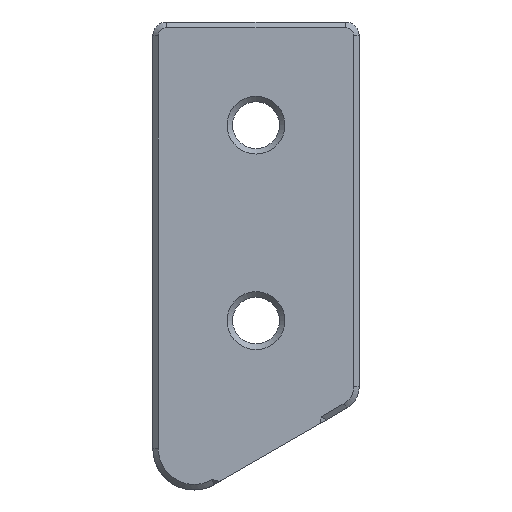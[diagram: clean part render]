
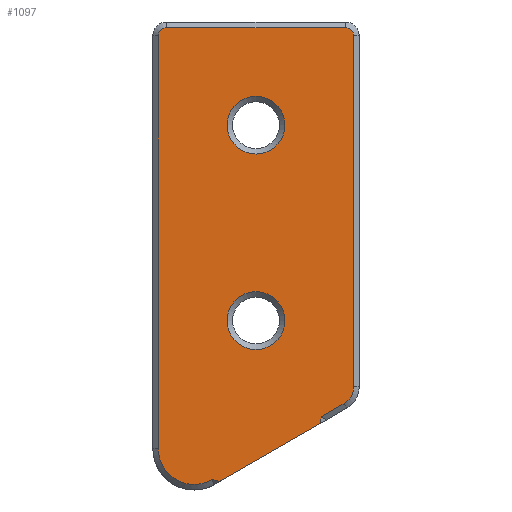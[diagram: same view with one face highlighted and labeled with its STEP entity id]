
A CAD part, front view. The second image highlights one B-rep face of the part: STEP entity #1097.
In plain terms, the highlighted planar face has unit normal (0, -1, 0).
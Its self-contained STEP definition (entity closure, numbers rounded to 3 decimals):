
#63=FACE_BOUND('',#184,.T.);
#64=FACE_BOUND('',#185,.T.);
#112=FACE_OUTER_BOUND('',#183,.T.);
#183=EDGE_LOOP('',(#929,#930,#931,#932,#933,#934,#935,#936,#937,#938,#939));
#184=EDGE_LOOP('',(#940));
#185=EDGE_LOOP('',(#941));
#242=CIRCLE('',#1170,2.1);
#245=CIRCLE('',#1174,2.1);
#255=CIRCLE('',#1198,2.75);
#258=CIRCLE('',#1204,1.4);
#259=CIRCLE('',#1207,0.6);
#260=CIRCLE('',#1210,0.6);
#261=CIRCLE('',#1212,2.75);
#264=CIRCLE('',#1218,2.6);
#328=LINE('',#3478,#420);
#330=LINE('',#3495,#422);
#333=LINE('',#3503,#425);
#336=LINE('',#3511,#428);
#339=LINE('',#3530,#431);
#420=VECTOR('',#1435,1000.);
#422=VECTOR('',#1449,1000.);
#425=VECTOR('',#1458,1000.);
#428=VECTOR('',#1467,1000.);
#431=VECTOR('',#1486,1000.);
#500=VERTEX_POINT('',#3350);
#503=VERTEX_POINT('',#3358);
#529=VERTEX_POINT('',#3473);
#530=VERTEX_POINT('',#3477);
#531=VERTEX_POINT('',#3483);
#532=VERTEX_POINT('',#3493);
#533=VERTEX_POINT('',#3497);
#534=VERTEX_POINT('',#3501);
#535=VERTEX_POINT('',#3505);
#536=VERTEX_POINT('',#3509);
#537=VERTEX_POINT('',#3513);
#538=VERTEX_POINT('',#3517);
#540=VERTEX_POINT('',#3528);
#616=EDGE_CURVE('',#500,#500,#242,.T.);
#620=EDGE_CURVE('',#503,#503,#245,.T.);
#661=EDGE_CURVE('',#530,#529,#328,.T.);
#663=EDGE_CURVE('',#529,#531,#255,.T.);
#668=EDGE_CURVE('',#531,#532,#330,.T.);
#670=EDGE_CURVE('',#532,#533,#258,.T.);
#672=EDGE_CURVE('',#533,#534,#333,.T.);
#674=EDGE_CURVE('',#534,#535,#259,.T.);
#676=EDGE_CURVE('',#535,#536,#336,.T.);
#678=EDGE_CURVE('',#536,#537,#260,.T.);
#679=EDGE_CURVE('',#538,#530,#261,.T.);
#684=EDGE_CURVE('',#537,#540,#339,.T.);
#685=EDGE_CURVE('',#540,#538,#264,.T.);
#929=ORIENTED_EDGE('',*,*,#663,.T.);
#930=ORIENTED_EDGE('',*,*,#668,.T.);
#931=ORIENTED_EDGE('',*,*,#670,.T.);
#932=ORIENTED_EDGE('',*,*,#672,.T.);
#933=ORIENTED_EDGE('',*,*,#674,.T.);
#934=ORIENTED_EDGE('',*,*,#676,.T.);
#935=ORIENTED_EDGE('',*,*,#678,.T.);
#936=ORIENTED_EDGE('',*,*,#684,.T.);
#937=ORIENTED_EDGE('',*,*,#685,.T.);
#938=ORIENTED_EDGE('',*,*,#679,.T.);
#939=ORIENTED_EDGE('',*,*,#661,.T.);
#940=ORIENTED_EDGE('',*,*,#620,.T.);
#941=ORIENTED_EDGE('',*,*,#616,.T.);
#1038=PLANE('',#1220);
#1097=ADVANCED_FACE('',(#112,#63,#64),#1038,.T.);
#1170=AXIS2_PLACEMENT_3D('',#3352,#1351,#1352);
#1174=AXIS2_PLACEMENT_3D('',#3360,#1360,#1361);
#1198=AXIS2_PLACEMENT_3D('',#3484,#1438,#1439);
#1204=AXIS2_PLACEMENT_3D('',#3499,#1453,#1454);
#1207=AXIS2_PLACEMENT_3D('',#3507,#1462,#1463);
#1210=AXIS2_PLACEMENT_3D('',#3515,#1471,#1472);
#1212=AXIS2_PLACEMENT_3D('',#3518,#1475,#1476);
#1218=AXIS2_PLACEMENT_3D('',#3532,#1489,#1490);
#1220=AXIS2_PLACEMENT_3D('',#3534,#1493,#1494);
#1351=DIRECTION('center_axis',(0.,1.,0.));
#1352=DIRECTION('ref_axis',(1.,0.,0.));
#1360=DIRECTION('center_axis',(0.,1.,0.));
#1361=DIRECTION('ref_axis',(1.,0.,0.));
#1435=DIRECTION('',(0.866,0.,0.5));
#1438=DIRECTION('center_axis',(0.,-1.,0.));
#1439=DIRECTION('ref_axis',(1.,0.,0.));
#1449=DIRECTION('',(0.866,0.,0.5));
#1453=DIRECTION('center_axis',(0.,-1.,0.));
#1454=DIRECTION('ref_axis',(-1.,0.,0.));
#1458=DIRECTION('',(0.,0.,1.));
#1462=DIRECTION('center_axis',(0.,-1.,0.));
#1463=DIRECTION('ref_axis',(-1.,0.,0.));
#1467=DIRECTION('',(-1.,0.,0.));
#1471=DIRECTION('center_axis',(0.,-1.,0.));
#1472=DIRECTION('ref_axis',(-1.,0.,0.));
#1475=DIRECTION('center_axis',(0.,-1.,0.));
#1476=DIRECTION('ref_axis',(1.,0.,0.));
#1486=DIRECTION('',(0.,0.,-1.));
#1489=DIRECTION('center_axis',(0.,-1.,0.));
#1490=DIRECTION('ref_axis',(-1.,0.,0.));
#1493=DIRECTION('center_axis',(0.,-1.,0.));
#1494=DIRECTION('ref_axis',(1.,0.,0.));
#3350=CARTESIAN_POINT('',(0.,149.933,9.6));
#3352=CARTESIAN_POINT('Origin',(0.,149.933,
7.5));
#3358=CARTESIAN_POINT('',(0.,149.933,-4.6));
#3360=CARTESIAN_POINT('Origin',(0.,149.933,-6.7));
#3473=CARTESIAN_POINT('',(4.635,149.933,-14.204));
#3477=CARTESIAN_POINT('',(-2.635,149.933,-18.401));
#3478=CARTESIAN_POINT('',(7.5,149.933,-12.55));
#3483=CARTESIAN_POINT('',(4.737,149.933,-13.683));
#3484=CARTESIAN_POINT('Origin',(2.,149.933,-13.416));
#3493=CARTESIAN_POINT('',(6.4,149.933,-12.723));
#3495=CARTESIAN_POINT('',(7.979,149.933,-11.811));
#3497=CARTESIAN_POINT('',(7.1,149.933,-11.511));
#3499=CARTESIAN_POINT('Origin',(5.7,149.933,-11.511));
#3501=CARTESIAN_POINT('',(7.1,149.933,14.));
#3503=CARTESIAN_POINT('',(7.1,149.933,15.));
#3505=CARTESIAN_POINT('',(6.5,149.933,14.6));
#3507=CARTESIAN_POINT('Origin',(6.5,149.933,14.));
#3509=CARTESIAN_POINT('',(-6.5,149.933,14.6));
#3511=CARTESIAN_POINT('',(-7.5,149.933,14.6));
#3513=CARTESIAN_POINT('',(-7.1,149.933,14.));
#3515=CARTESIAN_POINT('Origin',(-6.5,149.933,14.));
#3517=CARTESIAN_POINT('',(-3.138,149.933,-18.229));
#3518=CARTESIAN_POINT('Origin',(-2.,149.933,-15.725));
#3528=CARTESIAN_POINT('',(-7.1,149.933,-16.014));
#3530=CARTESIAN_POINT('',(-7.1,149.933,15.));
#3532=CARTESIAN_POINT('Origin',(-4.5,149.933,-16.014));
#3534=CARTESIAN_POINT('Origin',(0.,149.933,
0.));
